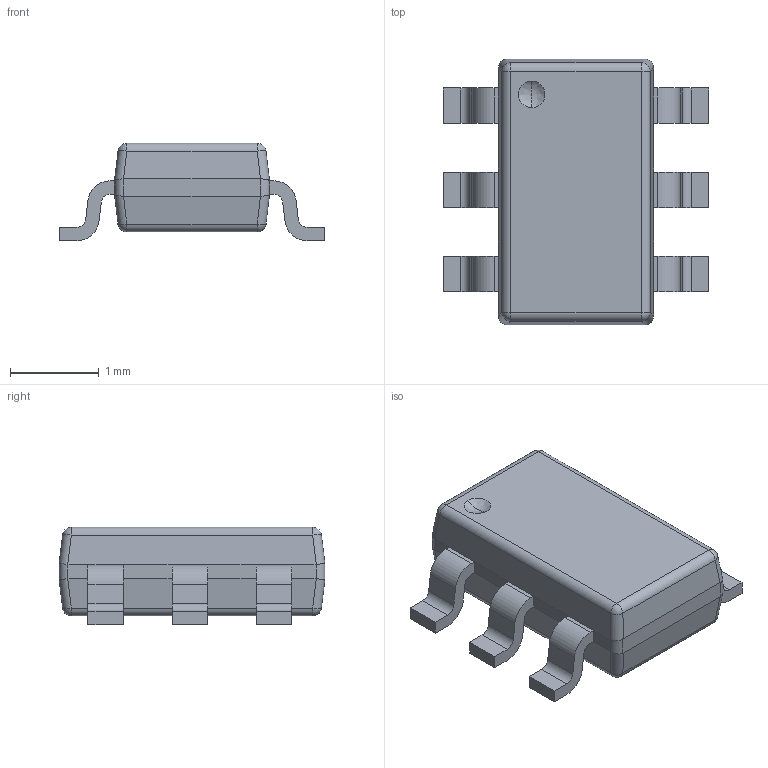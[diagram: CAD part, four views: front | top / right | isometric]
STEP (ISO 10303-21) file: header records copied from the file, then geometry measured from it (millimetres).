
FILE_DESCRIPTION( ( '' ), ' ' );
FILE_NAME( '5b0b32777f08410df25b4d5e.step', '2018-05-27T22:34:31', ( '' ), ( '' ), ' ', ' ', ' ' );
FILE_SCHEMA( ( 'AUTOMOTIVE_DESIGN { 1 0 10303 214 1 1 1 1 }' ) );
Length unit declared in the file: metre
Products named in the file (1): Open CASCADE STEP translator 6.8 1
Bounding box: 3 x 3 x 1.1 mm (x, y, z)
Volume: 5.4 mm3; surface area: 24.7 mm2
Topology: 1 solids, 1 shells, 128 faces, 330 edges, 203 vertices
Faces by surface type: plane 74, cylinder 44, sphere 8, bspline 2
Entity records: 6598 total; most frequent: CARTESIAN_POINT 774, DIRECTION 666, ORIENTED_EDGE 656, STYLED_ITEM 456, PRESENTATION_STYLE_ASSIGNMENT 456, COLOUR_RGB 456, EDGE_CURVE 328, CURVE_STYLE 328
